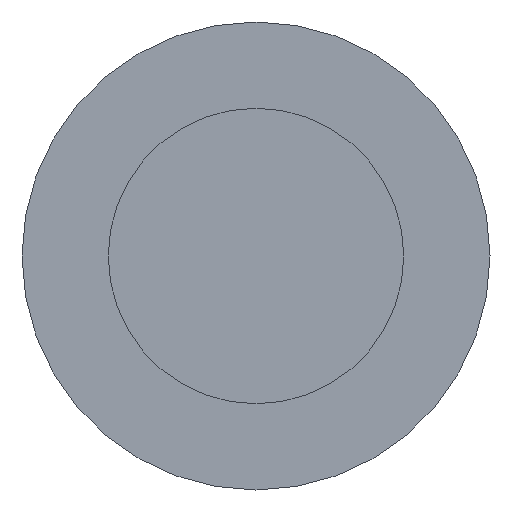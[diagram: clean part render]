
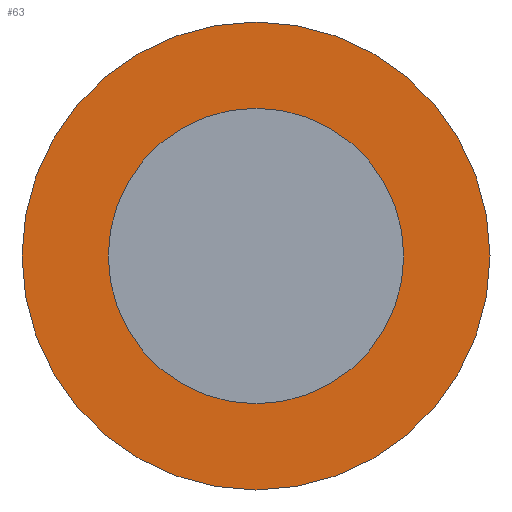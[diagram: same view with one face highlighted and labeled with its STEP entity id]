
A CAD part, front view. The second image highlights one B-rep face of the part: STEP entity #63.
In plain terms, the highlighted planar face has unit normal (0, -1, 0).
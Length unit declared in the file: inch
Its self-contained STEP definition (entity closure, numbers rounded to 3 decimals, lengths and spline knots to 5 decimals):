
#15=FACE_BOUND('',#26,.T.);
#16=PLANE('',#92);
#20=FACE_OUTER_BOUND('',#25,.T.);
#25=EDGE_LOOP('',(#52));
#26=EDGE_LOOP('',(#53));
#35=CIRCLE('',#91,0.095);
#36=CIRCLE('',#93,0.06);
#39=VERTEX_POINT('',#124);
#40=VERTEX_POINT('',#128);
#44=EDGE_CURVE('',#39,#39,#35,.T.);
#45=EDGE_CURVE('',#40,#40,#36,.F.);
#52=ORIENTED_EDGE('',*,*,#44,.F.);
#53=ORIENTED_EDGE('',*,*,#45,.F.);
#63=ADVANCED_FACE('',(#20,#15),#16,.F.);
#91=AXIS2_PLACEMENT_3D('',#126,#105,#106);
#92=AXIS2_PLACEMENT_3D('',#127,#107,#108);
#93=AXIS2_PLACEMENT_3D('',#129,#109,#110);
#105=DIRECTION('center_axis',(0.,1.,0.));
#106=DIRECTION('ref_axis',(0.,0.,1.));
#107=DIRECTION('center_axis',(0.,1.,0.));
#108=DIRECTION('ref_axis',(0.,0.,1.));
#109=DIRECTION('center_axis',(0.,1.,0.));
#110=DIRECTION('ref_axis',(0.,0.,1.));
#124=CARTESIAN_POINT('',(0.,0.24,-0.095));
#126=CARTESIAN_POINT('Origin',(0.,0.24,0.));
#127=CARTESIAN_POINT('Origin',(0.,0.24,0.));
#128=CARTESIAN_POINT('',(0.,0.24,-0.06));
#129=CARTESIAN_POINT('Origin',(0.,0.24,0.));
